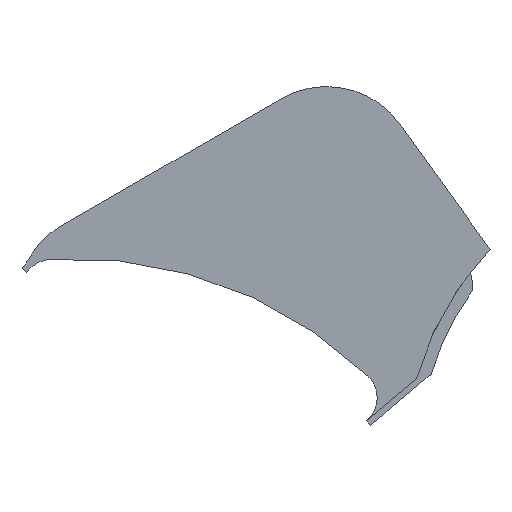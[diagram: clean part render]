
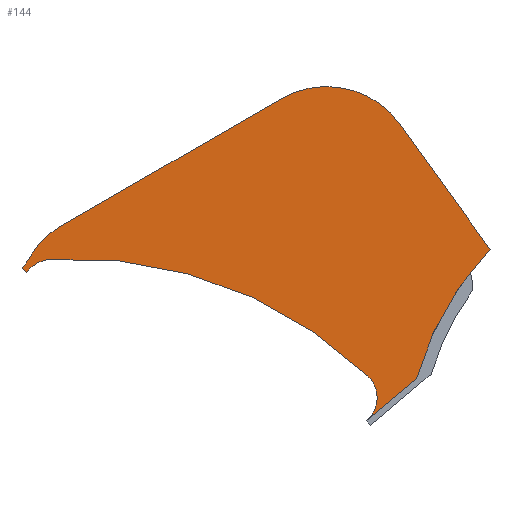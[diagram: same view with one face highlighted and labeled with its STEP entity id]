
A CAD part, front view. The second image highlights one B-rep face of the part: STEP entity #144.
In plain terms, the highlighted planar face has unit normal (0, -1, 0).
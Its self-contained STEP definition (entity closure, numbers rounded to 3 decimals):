
#126=PLANE('',#474);
#144=ADVANCED_FACE('',(#171),#126,.F.);
#171=FACE_OUTER_BOUND('',#189,.T.);
#189=EDGE_LOOP('',(#289,#290,#291,#292,#293,#294,#295,#296,#297,#298,#299));
#195=CIRCLE('',#446,1.3);
#197=CIRCLE('',#449,4.7);
#199=CIRCLE('',#453,0.5);
#201=CIRCLE('',#456,7.);
#203=CIRCLE('',#459,0.5);
#208=CIRCLE('',#469,1.5);
#209=CIRCLE('',#472,5.111);
#289=ORIENTED_EDGE('',*,*,#355,.F.);
#290=ORIENTED_EDGE('',*,*,#358,.F.);
#291=ORIENTED_EDGE('',*,*,#361,.F.);
#292=ORIENTED_EDGE('',*,*,#365,.F.);
#293=ORIENTED_EDGE('',*,*,#378,.F.);
#294=ORIENTED_EDGE('',*,*,#380,.F.);
#295=ORIENTED_EDGE('',*,*,#381,.F.);
#296=ORIENTED_EDGE('',*,*,#375,.F.);
#297=ORIENTED_EDGE('',*,*,#345,.F.);
#298=ORIENTED_EDGE('',*,*,#349,.F.);
#299=ORIENTED_EDGE('',*,*,#352,.F.);
#312=VERTEX_POINT('',#601);
#314=VERTEX_POINT('',#604);
#316=VERTEX_POINT('',#610);
#318=VERTEX_POINT('',#616);
#320=VERTEX_POINT('',#622);
#322=VERTEX_POINT('',#628);
#324=VERTEX_POINT('',#634);
#327=VERTEX_POINT('',#642);
#332=VERTEX_POINT('',#663);
#333=VERTEX_POINT('',#667);
#334=VERTEX_POINT('',#671);
#345=EDGE_CURVE('',#312,#314,#388,.T.);
#349=EDGE_CURVE('',#316,#312,#195,.T.);
#352=EDGE_CURVE('',#318,#316,#197,.T.);
#355=EDGE_CURVE('',#320,#318,#394,.T.);
#358=EDGE_CURVE('',#322,#320,#199,.T.);
#361=EDGE_CURVE('',#324,#322,#201,.T.);
#365=EDGE_CURVE('',#327,#324,#203,.T.);
#375=EDGE_CURVE('',#314,#332,#208,.T.);
#378=EDGE_CURVE('',#333,#327,#407,.T.);
#380=EDGE_CURVE('',#334,#333,#209,.T.);
#381=EDGE_CURVE('',#332,#334,#409,.T.);
#388=LINE('',#603,#416);
#394=LINE('',#624,#422);
#407=LINE('',#668,#435);
#409=LINE('',#674,#437);
#416=VECTOR('',#496,1.);
#422=VECTOR('',#516,1.);
#435=VECTOR('',#567,1.);
#437=VECTOR('',#575,1.);
#446=AXIS2_PLACEMENT_3D('',#612,#502,#503);
#449=AXIS2_PLACEMENT_3D('',#618,#509,#510);
#453=AXIS2_PLACEMENT_3D('',#630,#521,#522);
#456=AXIS2_PLACEMENT_3D('',#636,#528,#529);
#459=AXIS2_PLACEMENT_3D('',#643,#536,#537);
#469=AXIS2_PLACEMENT_3D('',#662,#561,#562);
#472=AXIS2_PLACEMENT_3D('',#672,#571,#572);
#474=AXIS2_PLACEMENT_3D('',#675,#576,#577);
#496=DIRECTION('',(0.866,0.,0.5));
#502=DIRECTION('',(0.,1.,0.));
#503=DIRECTION('',(-1.,0.,0.));
#509=DIRECTION('',(0.,-1.,0.));
#510=DIRECTION('',(-1.,0.,0.));
#516=DIRECTION('',(-0.82,0.,0.572));
#521=DIRECTION('',(0.,-1.,0.));
#522=DIRECTION('',(-1.,0.,0.));
#528=DIRECTION('',(0.,-1.,0.));
#529=DIRECTION('',(-1.,0.,0.));
#536=DIRECTION('',(0.,-1.,0.));
#537=DIRECTION('',(-1.,0.,0.));
#561=DIRECTION('',(0.,1.,0.));
#562=DIRECTION('',(-1.,0.,0.));
#567=DIRECTION('',(-0.766,0.,-0.643));
#571=DIRECTION('',(0.,-1.,0.));
#572=DIRECTION('',(-1.,0.,0.));
#575=DIRECTION('',(0.584,0.,-0.812));
#576=DIRECTION('',(0.,1.,0.));
#577=DIRECTION('',(0.,0.,1.));
#601=CARTESIAN_POINT('',(-7.293,3.578,118.696));
#603=CARTESIAN_POINT('',(-3.614,3.578,120.82));
#604=CARTESIAN_POINT('',(-3.614,3.578,120.82));
#610=CARTESIAN_POINT('',(-7.754,3.578,118.245));
#612=CARTESIAN_POINT('',(-6.643,3.578,117.57));
#616=CARTESIAN_POINT('',(-7.915,3.578,117.998));
#618=CARTESIAN_POINT('',(-11.771,3.578,120.685));
#622=CARTESIAN_POINT('',(-7.833,3.578,117.94));
#624=CARTESIAN_POINT('',(-7.915,3.578,117.998));
#628=CARTESIAN_POINT('',(-7.454,3.578,118.154));
#630=CARTESIAN_POINT('',(-7.423,3.578,117.654));
#634=CARTESIAN_POINT('',(-2.182,3.578,116.225));
#636=CARTESIAN_POINT('',(-7.021,3.578,111.167));
#642=CARTESIAN_POINT('',(-2.206,3.578,115.481));
#643=CARTESIAN_POINT('',(-2.528,3.578,115.864));
#662=CARTESIAN_POINT('',(-2.864,3.578,119.521));
#663=CARTESIAN_POINT('',(-1.646,3.578,120.396));
#667=CARTESIAN_POINT('',(-1.374,3.578,116.179));
#668=CARTESIAN_POINT('',(-2.206,3.578,115.481));
#671=CARTESIAN_POINT('',(-0.157,3.578,118.325));
#672=CARTESIAN_POINT('',(3.548,3.578,114.803));
#674=CARTESIAN_POINT('',(-0.157,3.578,118.325));
#675=CARTESIAN_POINT('',(1.011,3.578,96.213));
